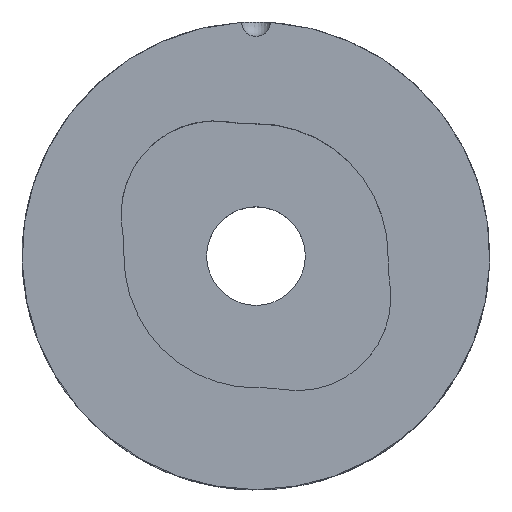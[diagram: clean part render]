
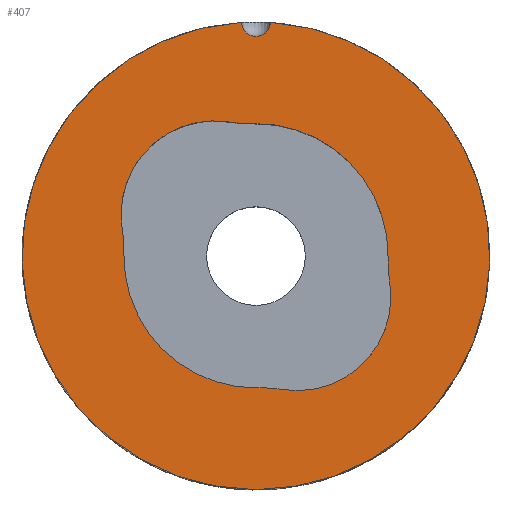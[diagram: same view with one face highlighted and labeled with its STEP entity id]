
A CAD part, top view. The second image highlights one B-rep face of the part: STEP entity #407.
In plain terms, the highlighted planar face has unit normal (0, 0, 1).
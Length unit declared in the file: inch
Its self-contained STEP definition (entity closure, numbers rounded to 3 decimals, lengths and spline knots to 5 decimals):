
#67=FACE_BOUND('',#110,.T.);
#81=FACE_OUTER_BOUND('',#109,.T.);
#109=EDGE_LOOP('',(#298,#299));
#110=EDGE_LOOP('',(#300,#301,#302,#303,#304,#305,#306,#307));
#138=CIRCLE('',#444,0.5);
#141=CIRCLE('',#449,0.33);
#142=CIRCLE('',#451,0.2);
#145=CIRCLE('',#455,0.031);
#146=CIRCLE('',#456,0.2825);
#147=CIRCLE('',#457,0.33);
#148=CIRCLE('',#458,0.2);
#149=CIRCLE('',#459,0.33);
#150=CIRCLE('',#460,0.2825);
#151=CIRCLE('',#461,0.33);
#178=VERTEX_POINT('',#716);
#179=VERTEX_POINT('',#718);
#184=VERTEX_POINT('',#753);
#185=VERTEX_POINT('',#755);
#186=VERTEX_POINT('',#759);
#189=VERTEX_POINT('',#768);
#190=VERTEX_POINT('',#770);
#191=VERTEX_POINT('',#772);
#192=VERTEX_POINT('',#774);
#193=VERTEX_POINT('',#776);
#218=EDGE_CURVE('',#178,#179,#138,.T.);
#225=EDGE_CURVE('',#184,#185,#141,.T.);
#227=EDGE_CURVE('',#186,#185,#142,.T.);
#231=EDGE_CURVE('',#178,#179,#145,.T.);
#232=EDGE_CURVE('',#184,#189,#146,.T.);
#233=EDGE_CURVE('',#190,#189,#147,.T.);
#234=EDGE_CURVE('',#190,#191,#148,.T.);
#235=EDGE_CURVE('',#192,#191,#149,.T.);
#236=EDGE_CURVE('',#192,#193,#150,.T.);
#237=EDGE_CURVE('',#186,#193,#151,.T.);
#298=ORIENTED_EDGE('',*,*,#231,.T.);
#299=ORIENTED_EDGE('',*,*,#218,.F.);
#300=ORIENTED_EDGE('',*,*,#225,.F.);
#301=ORIENTED_EDGE('',*,*,#232,.T.);
#302=ORIENTED_EDGE('',*,*,#233,.F.);
#303=ORIENTED_EDGE('',*,*,#234,.T.);
#304=ORIENTED_EDGE('',*,*,#235,.F.);
#305=ORIENTED_EDGE('',*,*,#236,.T.);
#306=ORIENTED_EDGE('',*,*,#237,.F.);
#307=ORIENTED_EDGE('',*,*,#227,.T.);
#367=PLANE('',#454);
#407=ADVANCED_FACE('',(#81,#67),#367,.F.);
#444=AXIS2_PLACEMENT_3D('',#719,#524,#525);
#449=AXIS2_PLACEMENT_3D('',#756,#536,#537);
#451=AXIS2_PLACEMENT_3D('',#760,#541,#542);
#454=AXIS2_PLACEMENT_3D('',#766,#548,#549);
#455=AXIS2_PLACEMENT_3D('',#767,#550,#551);
#456=AXIS2_PLACEMENT_3D('',#769,#552,#553);
#457=AXIS2_PLACEMENT_3D('',#771,#554,#555);
#458=AXIS2_PLACEMENT_3D('',#773,#556,#557);
#459=AXIS2_PLACEMENT_3D('',#775,#558,#559);
#460=AXIS2_PLACEMENT_3D('',#777,#560,#561);
#461=AXIS2_PLACEMENT_3D('',#778,#562,#563);
#524=DIRECTION('center_axis',(0.,0.,-1.));
#525=DIRECTION('ref_axis',(-1.,0.,0.));
#536=DIRECTION('center_axis',(0.,0.,-1.));
#537=DIRECTION('ref_axis',(0.068,0.998,0.));
#541=DIRECTION('center_axis',(0.,0.,-1.));
#542=DIRECTION('ref_axis',(1.,0.,0.));
#548=DIRECTION('center_axis',(0.,0.,-1.));
#549=DIRECTION('ref_axis',(-1.,0.,0.));
#550=DIRECTION('center_axis',(0.,0.,-1.));
#551=DIRECTION('ref_axis',(-1.,0.,0.));
#552=DIRECTION('center_axis',(0.,0.,-1.));
#553=DIRECTION('ref_axis',(1.,0.,0.));
#554=DIRECTION('center_axis',(0.,0.,-1.));
#555=DIRECTION('ref_axis',(0.998,0.068,0.));
#556=DIRECTION('center_axis',(0.,0.,-1.));
#557=DIRECTION('ref_axis',(1.,0.,0.));
#558=DIRECTION('center_axis',(0.,0.,-1.));
#559=DIRECTION('ref_axis',(-0.068,-0.998,0.));
#560=DIRECTION('center_axis',(0.,0.,-1.));
#561=DIRECTION('ref_axis',(1.,0.,0.));
#562=DIRECTION('center_axis',(0.,0.,-1.));
#563=DIRECTION('ref_axis',(-0.998,-0.068,0.));
#716=CARTESIAN_POINT('',(0.03099,0.49904,0.65));
#718=CARTESIAN_POINT('',(-0.03099,0.49904,0.65));
#719=CARTESIAN_POINT('Origin',(0.,0.,0.65));
#753=CARTESIAN_POINT('',(0.00422,-0.28247,0.65));
#755=CARTESIAN_POINT('',(0.05849,-0.28614,0.65));
#756=CARTESIAN_POINT('Origin',(0.00915,-0.61243,0.65));
#759=CARTESIAN_POINT('',(0.28614,-0.05849,0.65));
#760=CARTESIAN_POINT('Origin',(0.08839,-0.08839,0.65));
#766=CARTESIAN_POINT('Origin',(0.,0.,0.65));
#767=CARTESIAN_POINT('Origin',(0.,0.5,0.65));
#768=CARTESIAN_POINT('',(-0.28247,0.00422,0.65));
#769=CARTESIAN_POINT('Origin',(0.,0.,0.65));
#770=CARTESIAN_POINT('',(-0.28614,0.05849,0.65));
#771=CARTESIAN_POINT('Origin',(-0.61243,0.00915,0.65));
#772=CARTESIAN_POINT('',(-0.05849,0.28614,0.65));
#773=CARTESIAN_POINT('Origin',(-0.08839,0.08839,0.65));
#774=CARTESIAN_POINT('',(-0.00422,0.28247,0.65));
#775=CARTESIAN_POINT('Origin',(-0.00915,0.61243,0.65));
#776=CARTESIAN_POINT('',(0.28247,-0.00422,0.65));
#777=CARTESIAN_POINT('Origin',(0.,0.,0.65));
#778=CARTESIAN_POINT('Origin',(0.61243,-0.00915,0.65));
